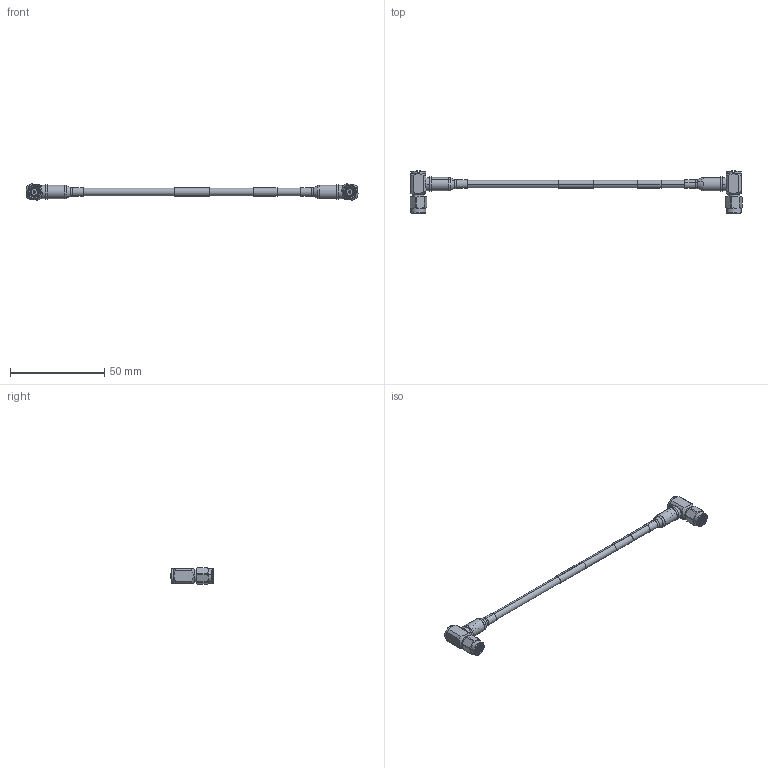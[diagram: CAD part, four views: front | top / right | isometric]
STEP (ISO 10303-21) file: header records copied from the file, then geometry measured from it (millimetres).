
FILE_DESCRIPTION (( 'STEP AP214' ), '1' );
FILE_NAME ('LCCA31071.step', '2022-10-04T19:24:12', ( '' ), ( '' ), 'SwSTEP 2.0', 'SolidWorks 2021', '' );
FILE_SCHEMA (( 'AUTOMOTIVE_DESIGN' ));
Length unit declared in the file: millimetre
Products named in the file (5): LABEL1^LCCA31071; TC-402-SM-RA-LP-PE^LCCA31071; LCCA31071; TFT-402-MA1^LCCA31071; TFT-5G-402^LCCA31071_WITH LABEL
Assembly tree (6 placements, depth 2):
  LCCA31071
    TFT-5G-402^LCCA31071_WITH LABEL
    TC-402-SM-RA-LP-PE^LCCA31071  x2
    TFT-402-MA1^LCCA31071  x2
    LABEL1^LCCA31071
Bounding box: 176.58 x 22.49 x 8.76 mm (x, y, z)
Volume: 4991.4 mm3; surface area: 6635.7 mm2
Topology: 7 solids, 9 shells, 364 faces, 804 edges, 488 vertices
Faces by surface type: cylinder 138, cone 116, plane 86, torus 24
Entity records: 5739 total; most frequent: CARTESIAN_POINT 1208, DIRECTION 999, ORIENTED_EDGE 828, AXIS2_PLACEMENT_3D 422, EDGE_CURVE 414, VERTEX_POINT 252, CIRCLE 224, EDGE_LOOP 212
